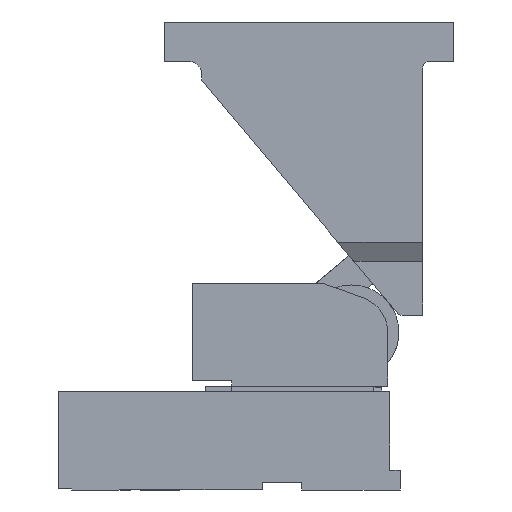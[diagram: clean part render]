
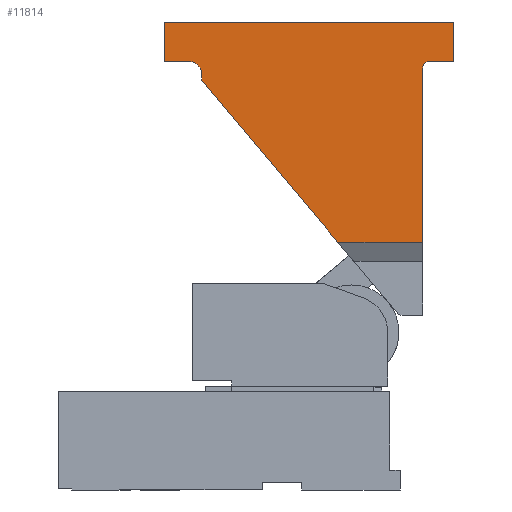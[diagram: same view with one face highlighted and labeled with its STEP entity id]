
A CAD part, front view. The second image highlights one B-rep face of the part: STEP entity #11814.
In plain terms, the highlighted planar face has unit normal (0, -1, 0).
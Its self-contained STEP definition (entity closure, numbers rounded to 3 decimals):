
#11582=CARTESIAN_POINT('Line Origine',(-210.75,-22.5,193.)) ;
#11586=CARTESIAN_POINT('Vertex',(-201.5,-22.5,193.)) ;
#11588=CARTESIAN_POINT('Vertex',(-220.,-22.5,193.)) ;
#11648=CARTESIAN_POINT('Vertex',(-220.,-22.5,223.)) ;
#11653=CARTESIAN_POINT('Line Origine',(-110.,-22.5,223.)) ;
#11657=CARTESIAN_POINT('Vertex',(0.,-22.5,223.)) ;
#11737=CARTESIAN_POINT('Axis2P3D Location',(0.,-22.5,223.)) ;
#11742=CARTESIAN_POINT('Axis2P3D Location',(-18.5,-22.5,188.)) ;
#11746=CARTESIAN_POINT('Vertex',(-23.5,-22.5,188.)) ;
#11748=CARTESIAN_POINT('Vertex',(-18.5,-22.5,193.)) ;
#11751=CARTESIAN_POINT('Line Origine',(-9.25,-22.5,193.)) ;
#11755=CARTESIAN_POINT('Vertex',(0.,-22.5,193.)) ;
#11758=CARTESIAN_POINT('Line Origine',(0.,-22.5,208.)) ;
#11763=CARTESIAN_POINT('Line Origine',(-220.,-22.5,208.)) ;
#11768=CARTESIAN_POINT('Axis2P3D Location',(-201.5,-22.5,183.)) ;
#11772=CARTESIAN_POINT('Vertex',(-191.5,-22.5,183.)) ;
#11775=CARTESIAN_POINT('Line Origine',(-191.5,-22.5,180.882)) ;
#11779=CARTESIAN_POINT('Vertex',(-191.5,-22.5,178.763)) ;
#11782=CARTESIAN_POINT('Line Origine',(-139.827,-22.5,117.182)) ;
#11786=CARTESIAN_POINT('Vertex',(-88.154,-22.5,55.6)) ;
#11789=CARTESIAN_POINT('Line Origine',(-55.827,-22.5,55.6)) ;
#11793=CARTESIAN_POINT('Vertex',(-23.5,-22.5,55.6)) ;
#11796=CARTESIAN_POINT('Line Origine',(-23.5,-22.5,121.8)) ;
#11583=DIRECTION('Vector Direction',(-1.,0.,0.)) ;
#11654=DIRECTION('Vector Direction',(1.,0.,0.)) ;
#11738=DIRECTION('Axis2P3D Direction',(0.,-1.,0.)) ;
#11739=DIRECTION('Axis2P3D XDirection',(0.,0.,-1.)) ;
#11743=DIRECTION('Axis2P3D Direction',(0.,-1.,0.)) ;
#11752=DIRECTION('Vector Direction',(-1.,0.,0.)) ;
#11759=DIRECTION('Vector Direction',(0.,0.,-1.)) ;
#11764=DIRECTION('Vector Direction',(0.,0.,-1.)) ;
#11769=DIRECTION('Axis2P3D Direction',(0.,-1.,0.)) ;
#11776=DIRECTION('Vector Direction',(0.,0.,1.)) ;
#11783=DIRECTION('Vector Direction',(0.643,0.,-0.766)) ;
#11790=DIRECTION('Vector Direction',(1.,0.,0.)) ;
#11797=DIRECTION('Vector Direction',(0.,0.,-1.)) ;
#11740=AXIS2_PLACEMENT_3D('Plane Axis2P3D',#11737,#11738,#11739) ;
#11744=AXIS2_PLACEMENT_3D('Circle Axis2P3D',#11742,#11743,$) ;
#11770=AXIS2_PLACEMENT_3D('Circle Axis2P3D',#11768,#11769,$) ;
#11802=ORIENTED_EDGE('',*,*,#11750,.T.) ;
#11803=ORIENTED_EDGE('',*,*,#11757,.F.) ;
#11804=ORIENTED_EDGE('',*,*,#11762,.F.) ;
#11805=ORIENTED_EDGE('',*,*,#11659,.F.) ;
#11806=ORIENTED_EDGE('',*,*,#11767,.T.) ;
#11807=ORIENTED_EDGE('',*,*,#11590,.F.) ;
#11808=ORIENTED_EDGE('',*,*,#11774,.T.) ;
#11809=ORIENTED_EDGE('',*,*,#11781,.F.) ;
#11810=ORIENTED_EDGE('',*,*,#11788,.T.) ;
#11811=ORIENTED_EDGE('',*,*,#11795,.T.) ;
#11812=ORIENTED_EDGE('',*,*,#11800,.F.) ;
#11584=VECTOR('Line Direction',#11583,1.) ;
#11655=VECTOR('Line Direction',#11654,1.) ;
#11753=VECTOR('Line Direction',#11752,1.) ;
#11760=VECTOR('Line Direction',#11759,1.) ;
#11765=VECTOR('Line Direction',#11764,1.) ;
#11777=VECTOR('Line Direction',#11776,1.) ;
#11784=VECTOR('Line Direction',#11783,1.) ;
#11791=VECTOR('Line Direction',#11790,1.) ;
#11798=VECTOR('Line Direction',#11797,1.) ;
#11814=ADVANCED_FACE('PartBody',(#11813),#11741,.T.) ;
#11745=CIRCLE('generated circle',#11744,5.) ;
#11771=CIRCLE('generated circle',#11770,10.) ;
#11590=EDGE_CURVE('',#11587,#11589,#11585,.T.) ;
#11659=EDGE_CURVE('',#11649,#11658,#11656,.T.) ;
#11750=EDGE_CURVE('',#11747,#11749,#11745,.F.) ;
#11757=EDGE_CURVE('',#11756,#11749,#11754,.T.) ;
#11762=EDGE_CURVE('',#11658,#11756,#11761,.T.) ;
#11767=EDGE_CURVE('',#11649,#11589,#11766,.T.) ;
#11774=EDGE_CURVE('',#11587,#11773,#11771,.F.) ;
#11781=EDGE_CURVE('',#11780,#11773,#11778,.T.) ;
#11788=EDGE_CURVE('',#11780,#11787,#11785,.T.) ;
#11795=EDGE_CURVE('',#11787,#11794,#11792,.T.) ;
#11800=EDGE_CURVE('',#11747,#11794,#11799,.T.) ;
#11801=EDGE_LOOP('',(#11802,#11803,#11804,#11805,#11806,#11807,#11808,#11809,#11810,#11811,#11812)) ;
#11813=FACE_OUTER_BOUND('',#11801,.T.) ;
#11585=LINE('Line',#11582,#11584) ;
#11656=LINE('Line',#11653,#11655) ;
#11754=LINE('Line',#11751,#11753) ;
#11761=LINE('Line',#11758,#11760) ;
#11766=LINE('Line',#11763,#11765) ;
#11778=LINE('Line',#11775,#11777) ;
#11785=LINE('Line',#11782,#11784) ;
#11792=LINE('Line',#11789,#11791) ;
#11799=LINE('Line',#11796,#11798) ;
#11741=PLANE('Plane',#11740) ;
#11587=VERTEX_POINT('',#11586) ;
#11589=VERTEX_POINT('',#11588) ;
#11649=VERTEX_POINT('',#11648) ;
#11658=VERTEX_POINT('',#11657) ;
#11747=VERTEX_POINT('',#11746) ;
#11749=VERTEX_POINT('',#11748) ;
#11756=VERTEX_POINT('',#11755) ;
#11773=VERTEX_POINT('',#11772) ;
#11780=VERTEX_POINT('',#11779) ;
#11787=VERTEX_POINT('',#11786) ;
#11794=VERTEX_POINT('',#11793) ;
